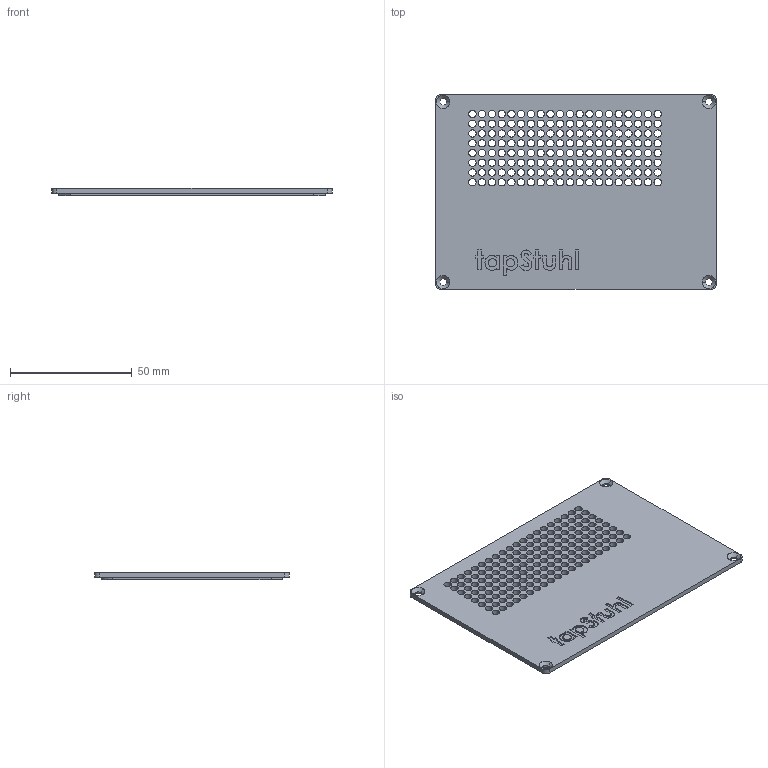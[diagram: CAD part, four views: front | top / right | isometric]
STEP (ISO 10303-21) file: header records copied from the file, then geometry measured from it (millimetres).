
FILE_DESCRIPTION (( 'STEP AP214' ), '1' );
FILE_NAME ('lid.STEP', '2024-09-24T08:47:16', ( '' ), ( '' ), 'SwSTEP 2.0', 'SolidWorks 2021', '' );
FILE_SCHEMA (( 'AUTOMOTIVE_DESIGN' ));
Length unit declared in the file: millimetre
Products named in the file (1): lid
Bounding box: 115 x 80 x 3 mm (x, y, z)
Volume: 16491.5 mm3; surface area: 20742.2 mm2
Topology: 1 solids, 1 shells, 471 faces, 1363 edges, 906 vertices
Faces by surface type: cylinder 334, plane 86, bspline 43, cone 8
Entity records: 18632 total; most frequent: CARTESIAN_POINT 5144, DIRECTION 2811, ORIENTED_EDGE 2726, EDGE_CURVE 1363, AXIS2_PLACEMENT_3D 1105, VERTEX_POINT 906, EDGE_LOOP 811, CIRCLE 676
